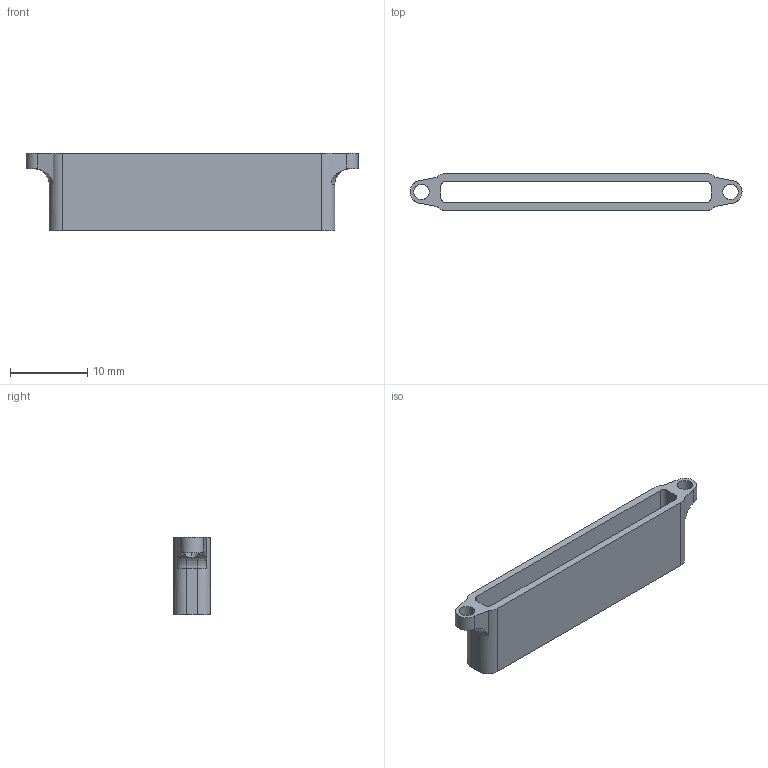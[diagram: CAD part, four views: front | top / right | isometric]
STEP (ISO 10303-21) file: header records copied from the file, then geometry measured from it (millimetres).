
FILE_DESCRIPTION (( 'STEP AP214' ), '1' );
FILE_NAME ('Arduino Holder.STEP', '2025-12-24T21:00:00', ( '' ), ( '' ), 'SwSTEP 2.0', 'SolidWorks 2024', '' );
FILE_SCHEMA (( 'AUTOMOTIVE_DESIGN' ));
Length unit declared in the file: millimetre
Products named in the file (1): Arduino Holder
Bounding box: 43 x 4.8 x 10 mm (x, y, z)
Volume: 803.6 mm3; surface area: 1771.9 mm2
Topology: 1 solids, 1 shells, 37 faces, 107 edges, 70 vertices
Faces by surface type: cylinder 17, plane 16, torus 4
Entity records: 1346 total; most frequent: CARTESIAN_POINT 327, ORIENTED_EDGE 214, DIRECTION 209, EDGE_CURVE 107, AXIS2_PLACEMENT_3D 80, VERTEX_POINT 70, LINE 49, VECTOR 49
